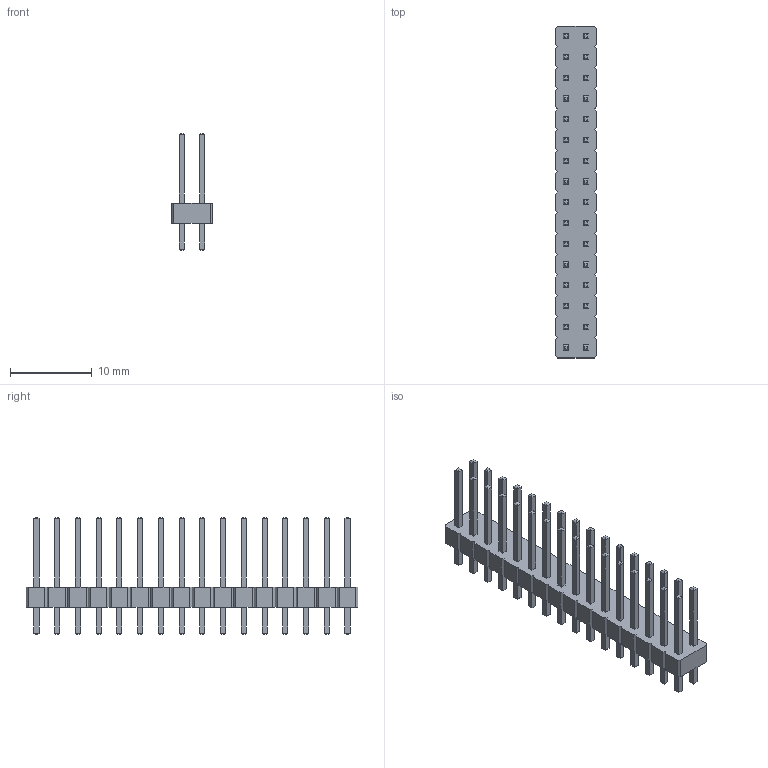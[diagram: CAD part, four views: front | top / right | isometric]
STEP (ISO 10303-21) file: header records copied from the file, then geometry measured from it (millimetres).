
FILE_DESCRIPTION(('FreeCAD Model'),'2;1');
FILE_NAME('./generated_pinheaders//PinHeader_Straight_2x16x2.54mm.step', '2016-03-29T22:47:18',('Author'),(''), 'Open CASCADE STEP processor 6.8','FreeCAD','Unknown');
FILE_SCHEMA(('AUTOMOTIVE_DESIGN_CC2 { 1 2 10303 214 -1 1 5 4 }'));
Length unit declared in the file: millimetre
Products named in the file (1): PinHeader_Straight_2x16x254mm
Bounding box: 5 x 40.64 x 14.3 mm (x, y, z)
Volume: 656.1 mm3; surface area: 1594.5 mm2
Topology: 1 solids, 1 shells, 676 faces, 1574 edges, 964 vertices
Faces by surface type: plane 676
Entity records: 43185 total; most frequent: CARTESIAN_POINT 6875, DIRECTION 5564, LINE 4210, VECTOR 4210, ORIENTED_EDGE 3148, PCURVE 3148, DEFINITIONAL_REPRESENTATION 3148, EDGE_CURVE 1574
